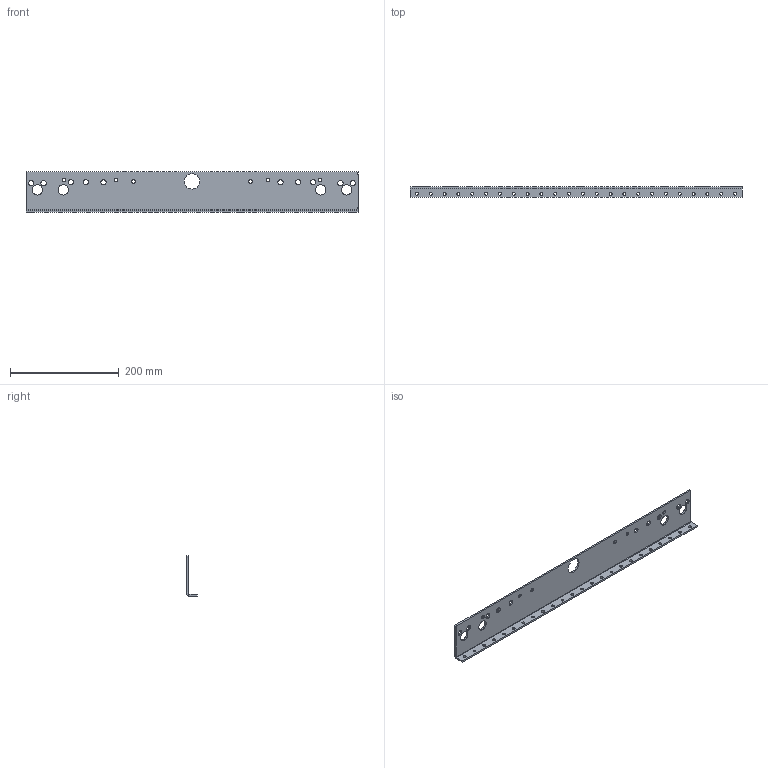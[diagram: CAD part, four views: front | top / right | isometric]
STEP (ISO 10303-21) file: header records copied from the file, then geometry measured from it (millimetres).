
FILE_DESCRIPTION(/* description */ (''),/* implementation_level */ '2;1');
FILE_NAME(/* name */ 'am-2951 AM14U2 Outside Sheet Wide.ipt.step',/* time_stamp */ '2015-01-02T19:12:16-08:00',/* author */ ('Autodesk Inc.'),/* organization */ (''),/* preprocessor_version */ 'ST-DEVELOPER v15.6',/* originating_system */ 'Autodesk Inventor 2015',/* authorisation */ '');
FILE_SCHEMA (('AUTOMOTIVE_DESIGN { 1 0 10303 214 3 1 1 }'));
Length unit declared in the file: inch
Products named in the file (1): am-2951 AM14U2 Outside Sheet Wide
Bounding box: 609.6 x 19.05 x 73.79 mm (x, y, z)
Volume: 161200.5 mm3; surface area: 109682 mm2
Topology: 1 solids, 1 shells, 63 faces, 183 edges, 122 vertices
Faces by surface type: cylinder 51, plane 12
Full cylindrical faces by diameter (mm): 5.334 x24, 6.706 x6, 9.652 x10, 19.05 x4, 28.575 x1
Entity records: 2127 total; most frequent: DIRECTION 368, CARTESIAN_POINT 324, ORIENTED_EDGE 276, EDGE_LOOP 198, AXIS2_PLACEMENT_3D 166, EDGE_CURVE 138, FACE_BOUND 135, VERTEX_POINT 122
